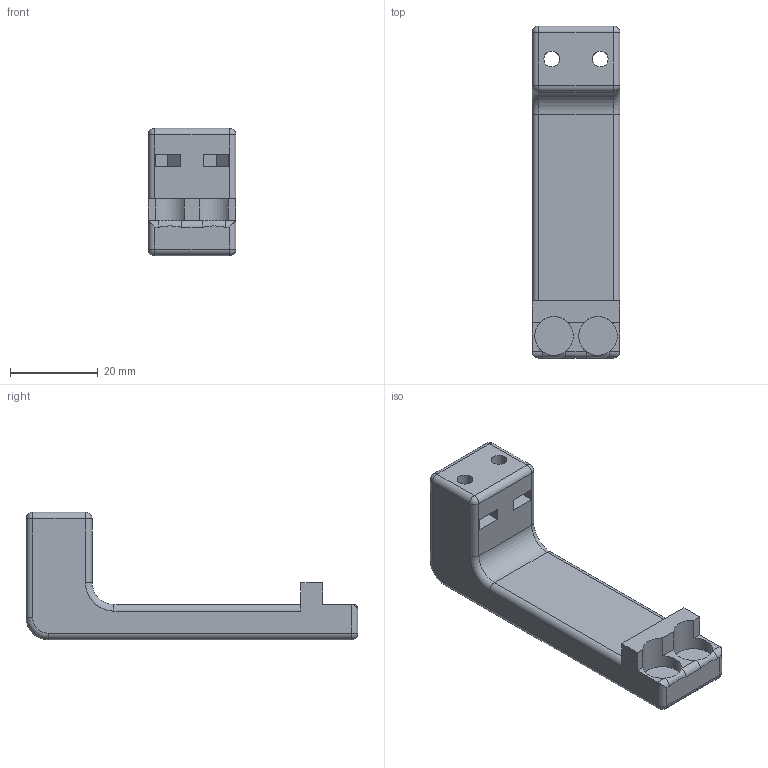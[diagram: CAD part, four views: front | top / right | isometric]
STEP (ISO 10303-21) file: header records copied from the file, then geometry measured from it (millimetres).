
FILE_DESCRIPTION(('FreeCAD Model'),'2;1');
FILE_NAME( 'Sensor_Mount.step', '2017-03-17T16:32:00',('Ax Smith-Laffin'),('AxMod Box Mods Limited'), 'Open CASCADE STEP processor 6.8','FreeCAD','Unknown');
FILE_SCHEMA(('AUTOMOTIVE_DESIGN_CC2 { 1 2 10303 214 -1 1 5 4 }'));
Length unit declared in the file: millimetre
Products named in the file (2): ASSEMBLY; Fillet001
Assembly tree (1 placements, depth 2):
  ASSEMBLY
    Fillet001
Bounding box: 20 x 75.5 x 29 mm (x, y, z)
Volume: 17376.5 mm3; surface area: 6910 mm2
Topology: 1 solids, 1 shells, 68 faces, 168 edges, 98 vertices
Faces by surface type: plane 30, cylinder 26, sphere 6, torus 4, bspline 2
Full cylindrical faces by diameter (mm): 3.6 x4, 8.8 x2
Entity records: 4319 total; most frequent: CARTESIAN_POINT 1108, DIRECTION 576, ORIENTED_EDGE 324, PCURVE 324, DEFINITIONAL_REPRESENTATION 324, LINE 318, VECTOR 318, EDGE_CURVE 162
